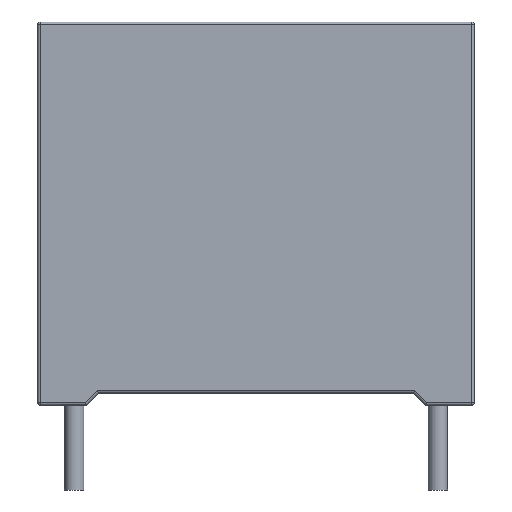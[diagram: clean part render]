
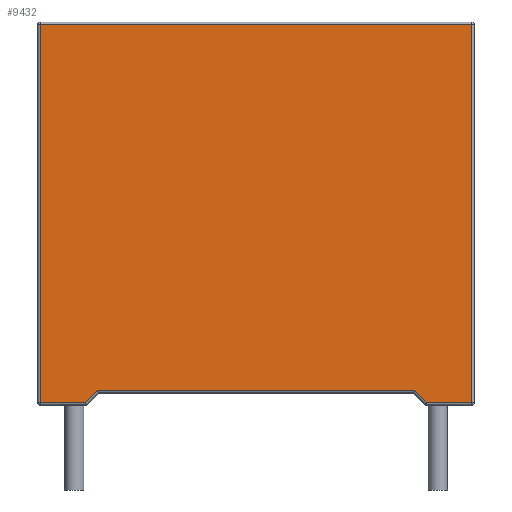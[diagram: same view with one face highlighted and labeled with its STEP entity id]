
A CAD part, front view. The second image highlights one B-rep face of the part: STEP entity #9432.
In plain terms, the highlighted planar face has unit normal (0, -1, 0).
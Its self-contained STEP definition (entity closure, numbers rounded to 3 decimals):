
#122 = DIRECTION ( 'NONE',  ( 1., 0., 0. ) ) ;
#364 = ORIENTED_EDGE ( 'NONE', *, *, #5511, .T. ) ;
#416 = ORIENTED_EDGE ( 'NONE', *, *, #11867, .T. ) ;
#441 = EDGE_CURVE ( 'NONE', #11419, #4346, #3285, .T. ) ;
#660 = ORIENTED_EDGE ( 'NONE', *, *, #6235, .T. ) ;
#776 = CARTESIAN_POINT ( 'NONE',  ( -8.9, 0., 7.8 ) ) ;
#786 = VERTEX_POINT ( 'NONE', #937 ) ;
#821 = ORIENTED_EDGE ( 'NONE', *, *, #8916, .T. ) ;
#925 = VERTEX_POINT ( 'NONE', #2719 ) ;
#937 = CARTESIAN_POINT ( 'NONE',  ( -6.542, 0., -7.3 ) ) ;
#1012 = LINE ( 'NONE', #5314, #5422 ) ;
#1128 = DIRECTION ( 'NONE',  ( 0., 1., 0. ) ) ;
#1397 = CARTESIAN_POINT ( 'NONE',  ( -0.311, 0., -0.305 ) ) ;
#1656 = LINE ( 'NONE', #7807, #7238 ) ;
#1800 = VERTEX_POINT ( 'NONE', #7811 ) ;
#2022 = CARTESIAN_POINT ( 'NONE',  ( -8.9, 0., 0. ) ) ;
#2346 = CARTESIAN_POINT ( 'NONE',  ( 8.9, 0., -7.8 ) ) ;
#2719 = CARTESIAN_POINT ( 'NONE',  ( 7.032, 0., -7.8 ) ) ;
#2747 = ORIENTED_EDGE ( 'NONE', *, *, #4009, .T. ) ;
#3113 = VECTOR ( 'NONE', #8423, 1000. ) ;
#3166 = CARTESIAN_POINT ( 'NONE',  ( 0., 0., -7.3 ) ) ;
#3270 = DIRECTION ( 'NONE',  ( 0., 0., 1. ) ) ;
#3285 = LINE ( 'NONE', #2022, #8382 ) ;
#3436 = EDGE_CURVE ( 'NONE', #9913, #11419, #11500, .T. ) ;
#3480 = LINE ( 'NONE', #1397, #3113 ) ;
#4009 = EDGE_CURVE ( 'NONE', #11961, #9913, #7167, .T. ) ;
#4052 = CARTESIAN_POINT ( 'NONE',  ( 8.9, 0., 7.8 ) ) ;
#4289 = CARTESIAN_POINT ( 'NONE',  ( 0., 0., 7.8 ) ) ;
#4346 = VERTEX_POINT ( 'NONE', #10528 ) ;
#4837 = AXIS2_PLACEMENT_3D ( 'NONE', #5303, #1128, #3270 ) ;
#4962 = VERTEX_POINT ( 'NONE', #9462 ) ;
#5190 = LINE ( 'NONE', #3166, #12207 ) ;
#5241 = DIRECTION ( 'NONE',  ( 0.7, 0., 0.714 ) ) ;
#5280 = ORIENTED_EDGE ( 'NONE', *, *, #441, .T. ) ;
#5303 = CARTESIAN_POINT ( 'NONE',  ( 0., 0., 0. ) ) ;
#5314 = CARTESIAN_POINT ( 'NONE',  ( 0.311, 0., -0.305 ) ) ;
#5422 = VECTOR ( 'NONE', #5241, 1000. ) ;
#5511 = EDGE_CURVE ( 'NONE', #4962, #925, #3480, .T. ) ;
#5548 = ORIENTED_EDGE ( 'NONE', *, *, #3436, .T. ) ;
#6235 = EDGE_CURVE ( 'NONE', #1800, #786, #1012, .T. ) ;
#6276 = VECTOR ( 'NONE', #7467, 1000. ) ;
#6407 = LINE ( 'NONE', #7425, #11761 ) ;
#6997 = FACE_OUTER_BOUND ( 'NONE', #10632, .T. ) ;
#7167 = LINE ( 'NONE', #9196, #11475 ) ;
#7238 = VECTOR ( 'NONE', #9837, 1000. ) ;
#7425 = CARTESIAN_POINT ( 'NONE',  ( 0., 0., -7.8 ) ) ;
#7467 = DIRECTION ( 'NONE',  ( -1., 0., 0. ) ) ;
#7807 = CARTESIAN_POINT ( 'NONE',  ( 0., 0., -7.8 ) ) ;
#7811 = CARTESIAN_POINT ( 'NONE',  ( -7.032, 0., -7.8 ) ) ;
#8382 = VECTOR ( 'NONE', #13339, 1000. ) ;
#8423 = DIRECTION ( 'NONE',  ( 0.7, 0., -0.714 ) ) ;
#8902 = PLANE ( 'NONE',  #4837 ) ;
#8916 = EDGE_CURVE ( 'NONE', #4346, #1800, #1656, .T. ) ;
#9196 = CARTESIAN_POINT ( 'NONE',  ( 8.9, 0., 0. ) ) ;
#9380 = DIRECTION ( 'NONE',  ( 1., 0., 0. ) ) ;
#9432 = ADVANCED_FACE ( 'NONE', ( #6997 ), #8902, .F. ) ;
#9462 = CARTESIAN_POINT ( 'NONE',  ( 6.542, 0., -7.3 ) ) ;
#9837 = DIRECTION ( 'NONE',  ( 1., 0., 0. ) ) ;
#9913 = VERTEX_POINT ( 'NONE', #4052 ) ;
#10528 = CARTESIAN_POINT ( 'NONE',  ( -8.9, 0., -7.8 ) ) ;
#10632 = EDGE_LOOP ( 'NONE', ( #5548, #5280, #821, #660, #416, #364, #10674, #2747 ) ) ;
#10674 = ORIENTED_EDGE ( 'NONE', *, *, #11869, .T. ) ;
#11419 = VERTEX_POINT ( 'NONE', #776 ) ;
#11475 = VECTOR ( 'NONE', #12094, 1000. ) ;
#11500 = LINE ( 'NONE', #4289, #6276 ) ;
#11761 = VECTOR ( 'NONE', #122, 1000. ) ;
#11867 = EDGE_CURVE ( 'NONE', #786, #4962, #5190, .T. ) ;
#11869 = EDGE_CURVE ( 'NONE', #925, #11961, #6407, .T. ) ;
#11961 = VERTEX_POINT ( 'NONE', #2346 ) ;
#12094 = DIRECTION ( 'NONE',  ( 0., 0., 1. ) ) ;
#12207 = VECTOR ( 'NONE', #9380, 1000. ) ;
#13339 = DIRECTION ( 'NONE',  ( 0., 0., -1. ) ) ;
